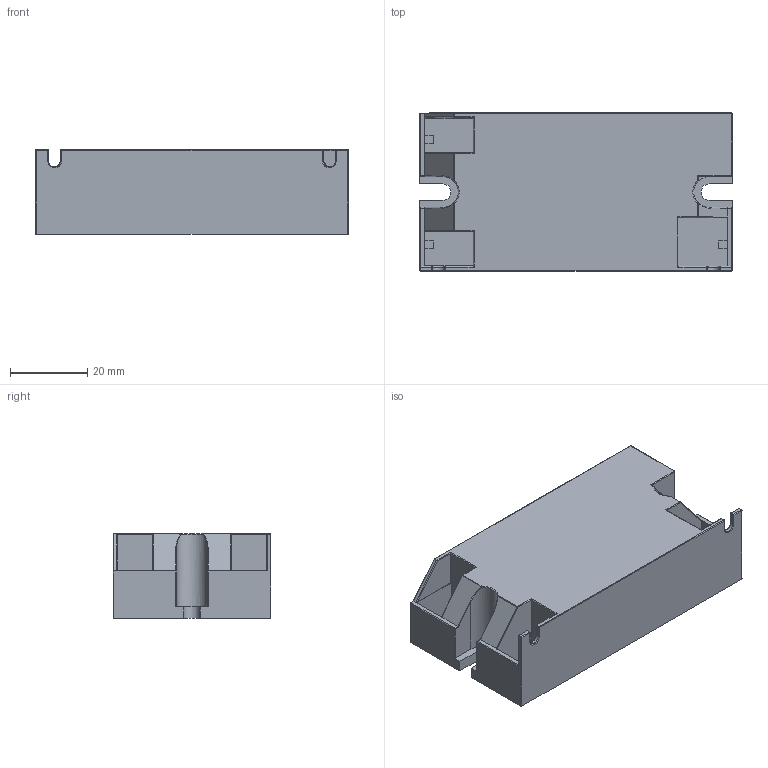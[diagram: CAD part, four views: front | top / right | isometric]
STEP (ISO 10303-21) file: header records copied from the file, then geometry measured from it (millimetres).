
FILE_DESCRIPTION(('Creo Elements/Direct Modeling STEP Export'),'2;1');
FILE_NAME('BF_GehäuseBlackbox_1170800800.stp','2015-04-28T15:51:31',(''),(''),'Creo Elements/Direct Modeling STEP processor for AP214 (Solid Model)','Creo Elements/Direct Modeling 18.1C 24-Feb-2013 (C) Parametric Technology GmbH','');
FILE_SCHEMA(('AUTOMOTIVE_DESIGN { 1 0 10303 214 1 1 1 1 }'));
Length unit declared in the file: millimetre
Products named in the file (1): BF_Gehäuse_Blackbox
Bounding box: 81.1 x 41 x 22 mm (x, y, z)
Volume: 61291.3 mm3; surface area: 14347.5 mm2
Topology: 1 solids, 1 shells, 171 faces, 426 edges, 234 vertices
Faces by surface type: cylinder 68, plane 62, sphere 23, bspline 12, torus 6
Entity records: 6053 total; most frequent: CARTESIAN_POINT 2205, ORIENTED_EDGE 806, DIRECTION 796, EDGE_CURVE 403, AXIS2_PLACEMENT_3D 279, VECTOR 238, LINE 238, VERTEX_POINT 234
